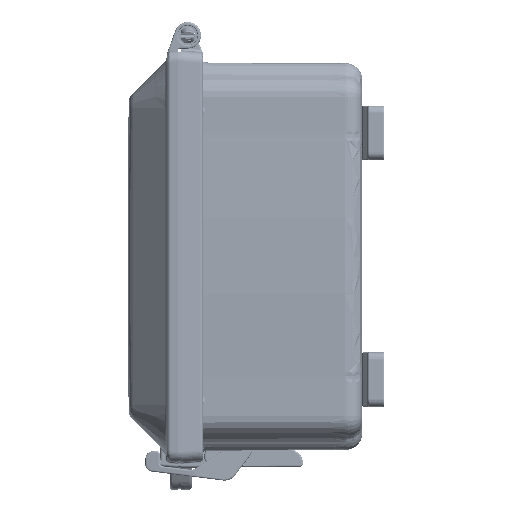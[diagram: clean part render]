
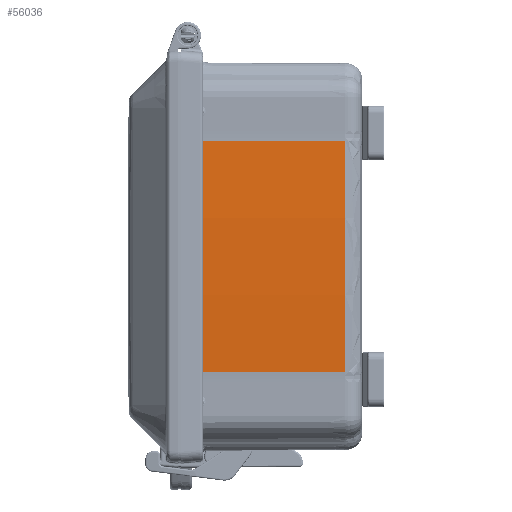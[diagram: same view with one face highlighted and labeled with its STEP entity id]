
A CAD part, left-side view. The second image highlights one B-rep face of the part: STEP entity #56036.
In plain terms, the highlighted conical face has half-angle 0.25 degrees and reference radius 1537.47 mm.
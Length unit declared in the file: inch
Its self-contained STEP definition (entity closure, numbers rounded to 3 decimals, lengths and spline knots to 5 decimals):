
#4429 = DIRECTION ( 'NONE',  ( 0., 0., 1. ) ) ;
#7901 = ORIENTED_EDGE ( 'NONE', *, *, #133817, .T. ) ;
#16578 = AXIS2_PLACEMENT_3D ( 'NONE', #158025, #19661, #81288 ) ;
#19661 = DIRECTION ( 'NONE',  ( 0., -1., 0. ) ) ;
#20691 = VERTEX_POINT ( 'NONE', #76794 ) ;
#27216 = CONICAL_SURFACE ( 'NONE', #33731, 60.53036, 0.004 ) ;
#27504 = DIRECTION ( 'NONE',  ( -0.004, 1., 0. ) ) ;
#31063 = EDGE_CURVE ( 'NONE', #177467, #113911, #100529, .T. ) ;
#33731 = AXIS2_PLACEMENT_3D ( 'NONE', #108510, #141811, #4429 ) ;
#37969 = ORIENTED_EDGE ( 'NONE', *, *, #31063, .T. ) ;
#41795 = VECTOR ( 'NONE', #27504, 39.37008 ) ;
#55069 = VERTEX_POINT ( 'NONE', #79037 ) ;
#56036 = ADVANCED_FACE ( 'NONE', ( #142795 ), #27216, .T. ) ;
#60647 = EDGE_CURVE ( 'NONE', #20691, #55069, #74597, .T. ) ;
#66991 = CARTESIAN_POINT ( 'NONE',  ( 56.36933, -1.63492, 0.04687 ) ) ;
#70240 = CARTESIAN_POINT ( 'NONE',  ( -4.09557, 0.13858, 2.68956 ) ) ;
#74597 = LINE ( 'NONE', #76586, #79441 ) ;
#76586 = CARTESIAN_POINT ( 'NONE',  ( -4.09557, 0.13858, -2.59581 ) ) ;
#76794 = CARTESIAN_POINT ( 'NONE',  ( -4.1033, 1.91207, -2.59614 ) ) ;
#78580 = DIRECTION ( 'NONE',  ( 0.004, -1., 0. ) ) ;
#79037 = CARTESIAN_POINT ( 'NONE',  ( -4.08784, -1.63492, -2.59547 ) ) ;
#79441 = VECTOR ( 'NONE', #78580, 39.37008 ) ;
#81288 = DIRECTION ( 'NONE',  ( 1., 0., 0. ) ) ;
#100529 = LINE ( 'NONE', #70240, #41795 ) ;
#108510 = CARTESIAN_POINT ( 'NONE',  ( 56.36933, 1.91207, 0.04687 ) ) ;
#112044 = EDGE_CURVE ( 'NONE', #177467, #55069, #176092, .T. ) ;
#113911 = VERTEX_POINT ( 'NONE', #153347 ) ;
#118109 = AXIS2_PLACEMENT_3D ( 'NONE', #66991, #160876, #142738 ) ;
#130315 = ORIENTED_EDGE ( 'NONE', *, *, #112044, .F. ) ;
#133817 = EDGE_CURVE ( 'NONE', #113911, #20691, #145605, .T. ) ;
#141811 = DIRECTION ( 'NONE',  ( 0., 1., 0. ) ) ;
#142738 = DIRECTION ( 'NONE',  ( -0.999, 0., 0.044 ) ) ;
#142795 = FACE_OUTER_BOUND ( 'NONE', #174850, .T. ) ;
#145605 = CIRCLE ( 'NONE', #16578, 60.53036 ) ;
#153347 = CARTESIAN_POINT ( 'NONE',  ( -4.1033, 1.91207, 2.68989 ) ) ;
#158025 = CARTESIAN_POINT ( 'NONE',  ( 56.36933, 1.91207, 0.04687 ) ) ;
#160876 = DIRECTION ( 'NONE',  ( 0., -1., 0. ) ) ;
#174850 = EDGE_LOOP ( 'NONE', ( #7901, #187211, #130315, #37969 ) ) ;
#176092 = CIRCLE ( 'NONE', #118109, 60.51488 ) ;
#177467 = VERTEX_POINT ( 'NONE', #182092 ) ;
#182092 = CARTESIAN_POINT ( 'NONE',  ( -4.08784, -1.63492, 2.68922 ) ) ;
#187211 = ORIENTED_EDGE ( 'NONE', *, *, #60647, .T. ) ;
